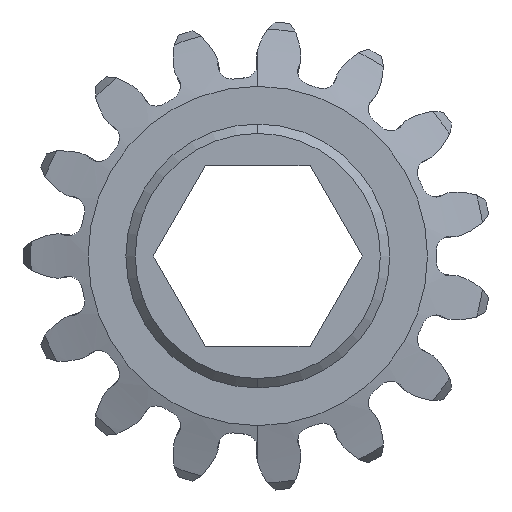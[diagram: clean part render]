
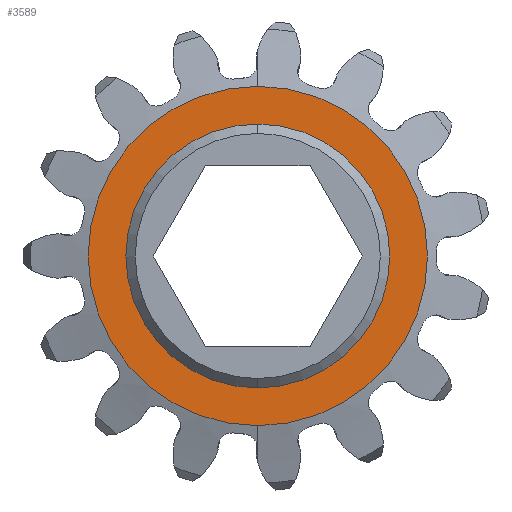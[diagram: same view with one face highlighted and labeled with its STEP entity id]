
A CAD part, front view. The second image highlights one B-rep face of the part: STEP entity #3589.
In plain terms, the highlighted planar face has unit normal (0, -1, 0).
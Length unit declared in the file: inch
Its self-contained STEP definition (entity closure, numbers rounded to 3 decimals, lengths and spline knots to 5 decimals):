
#144 = DIRECTION ( 'NONE',  ( 0., -1., 0. ) ) ;
#333 = VERTEX_POINT ( 'NONE', #7845 ) ;
#475 = DIRECTION ( 'NONE',  ( 0., 0., 1. ) ) ;
#562 = DIRECTION ( 'NONE',  ( 0., -1., 0. ) ) ;
#781 = ORIENTED_EDGE ( 'NONE', *, *, #1640, .F. ) ;
#1257 = AXIS2_PLACEMENT_3D ( 'NONE', #4964, #8054, #5727 ) ;
#1307 = ORIENTED_EDGE ( 'NONE', *, *, #1382, .T. ) ;
#1382 = EDGE_CURVE ( 'NONE', #333, #6280, #3023, .T. ) ;
#1409 = EDGE_LOOP ( 'NONE', ( #781, #7461 ) ) ;
#1640 = EDGE_CURVE ( 'NONE', #5373, #5660, #5455, .T. ) ;
#2484 = DIRECTION ( 'NONE',  ( 0., 0., 1. ) ) ;
#2536 = AXIS2_PLACEMENT_3D ( 'NONE', #4687, #562, #9105 ) ;
#2584 = FACE_BOUND ( 'NONE', #1409, .T. ) ;
#2748 = CIRCLE ( 'NONE', #4861, 0.27559 ) ;
#3023 = CIRCLE ( 'NONE', #2536, 0.35433 ) ;
#3257 = DIRECTION ( 'NONE',  ( 0., 0., 1. ) ) ;
#3305 = CARTESIAN_POINT ( 'NONE',  ( 0., -0.02952, 0. ) ) ;
#3589 = ADVANCED_FACE ( 'NONE', ( #2584, #4206 ), #5439, .F. ) ;
#3894 = AXIS2_PLACEMENT_3D ( 'NONE', #9883, #9676, #475 ) ;
#4206 = FACE_OUTER_BOUND ( 'NONE', #5105, .T. ) ;
#4687 = CARTESIAN_POINT ( 'NONE',  ( 0., -0.02952, 0. ) ) ;
#4858 = CARTESIAN_POINT ( 'NONE',  ( 0., -0.02952, 0.27559 ) ) ;
#4861 = AXIS2_PLACEMENT_3D ( 'NONE', #7863, #5533, #2484 ) ;
#4964 = CARTESIAN_POINT ( 'NONE',  ( 0., -0.02952, 0. ) ) ;
#5105 = EDGE_LOOP ( 'NONE', ( #1307, #8673 ) ) ;
#5373 = VERTEX_POINT ( 'NONE', #4858 ) ;
#5439 = PLANE ( 'NONE',  #1257 ) ;
#5455 = CIRCLE ( 'NONE', #8379, 0.27559 ) ;
#5533 = DIRECTION ( 'NONE',  ( 0., -1., 0. ) ) ;
#5660 = VERTEX_POINT ( 'NONE', #6168 ) ;
#5669 = CIRCLE ( 'NONE', #3894, 0.35433 ) ;
#5727 = DIRECTION ( 'NONE',  ( 0., 0., 1. ) ) ;
#6168 = CARTESIAN_POINT ( 'NONE',  ( 0., -0.02952, -0.27559 ) ) ;
#6280 = VERTEX_POINT ( 'NONE', #7478 ) ;
#7461 = ORIENTED_EDGE ( 'NONE', *, *, #7924, .F. ) ;
#7478 = CARTESIAN_POINT ( 'NONE',  ( 0., -0.02952, -0.35433 ) ) ;
#7623 = EDGE_CURVE ( 'NONE', #6280, #333, #5669, .T. ) ;
#7845 = CARTESIAN_POINT ( 'NONE',  ( 0., -0.02952, 0.35433 ) ) ;
#7863 = CARTESIAN_POINT ( 'NONE',  ( 0., -0.02952, 0. ) ) ;
#7924 = EDGE_CURVE ( 'NONE', #5660, #5373, #2748, .T. ) ;
#8054 = DIRECTION ( 'NONE',  ( 0., 1., 0. ) ) ;
#8379 = AXIS2_PLACEMENT_3D ( 'NONE', #3305, #144, #3257 ) ;
#8673 = ORIENTED_EDGE ( 'NONE', *, *, #7623, .T. ) ;
#9105 = DIRECTION ( 'NONE',  ( 0., 0., 1. ) ) ;
#9676 = DIRECTION ( 'NONE',  ( 0., -1., 0. ) ) ;
#9883 = CARTESIAN_POINT ( 'NONE',  ( 0., -0.02952, 0. ) ) ;
